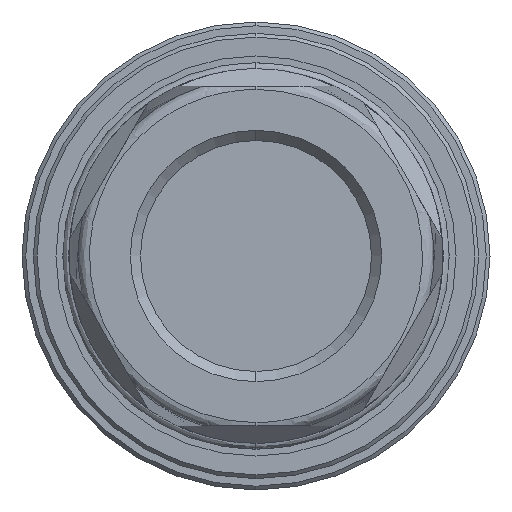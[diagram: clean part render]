
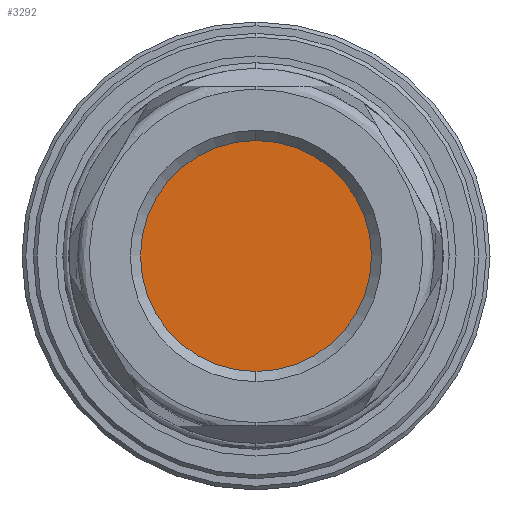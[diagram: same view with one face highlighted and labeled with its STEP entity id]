
A CAD part, left-side view. The second image highlights one B-rep face of the part: STEP entity #3292.
In plain terms, the highlighted planar face has unit normal (-1, 0, 0).
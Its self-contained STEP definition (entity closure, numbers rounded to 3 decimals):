
#734 = CIRCLE ( 'NONE', #3267, 15.3 ) ;
#749 = CIRCLE ( 'NONE', #1970, 15.3 ) ;
#1009 = CARTESIAN_POINT ( 'NONE',  ( 21.5, 0., 0. ) ) ;
#1011 = DIRECTION ( 'NONE',  ( -1., 0., 0. ) ) ;
#1013 = DIRECTION ( 'NONE',  ( 0., 0., -1. ) ) ;
#1051 = CARTESIAN_POINT ( 'NONE',  ( 21.5, 0., 0. ) ) ;
#1052 = DIRECTION ( 'NONE',  ( -1., 0., 0. ) ) ;
#1053 = DIRECTION ( 'NONE',  ( 0., 0., -1. ) ) ;
#1970 = AXIS2_PLACEMENT_3D ( 'NONE', #1051, #1052, #1053 ) ;
#2537 = AXIS2_PLACEMENT_3D ( 'NONE', #2963, #2962, #2961 ) ;
#2961 = DIRECTION ( 'NONE',  ( 0., 0., 1. ) ) ;
#2962 = DIRECTION ( 'NONE',  ( -1., 0., 0. ) ) ;
#2963 = CARTESIAN_POINT ( 'NONE',  ( 21.5, 0., 0. ) ) ;
#2964 = PLANE ( 'NONE',  #2537 ) ;
#3267 = AXIS2_PLACEMENT_3D ( 'NONE', #1009, #1011, #1013 ) ;
#3292 = ADVANCED_FACE ( 'NONE', ( #5092 ), #2964, .T. ) ;
#5010 = CARTESIAN_POINT ( 'NONE',  ( 21.5, 0., -15.3 ) ) ;
#5011 = CARTESIAN_POINT ( 'NONE',  ( 21.5, 0., 15.3 ) ) ;
#5092 = FACE_OUTER_BOUND ( 'NONE', #5268, .T. ) ;
#5268 = EDGE_LOOP ( 'NONE', ( #5343, #5342 ) ) ;
#5342 = ORIENTED_EDGE ( 'NONE', *, *, #6157, .T. ) ;
#5343 = ORIENTED_EDGE ( 'NONE', *, *, #6146, .T. ) ;
#6146 = EDGE_CURVE ( 'NONE', #6662, #6664, #734, .T. ) ;
#6157 = EDGE_CURVE ( 'NONE', #6664, #6662, #749, .T. ) ;
#6662 = VERTEX_POINT ( 'NONE', #5010 ) ;
#6664 = VERTEX_POINT ( 'NONE', #5011 ) ;
